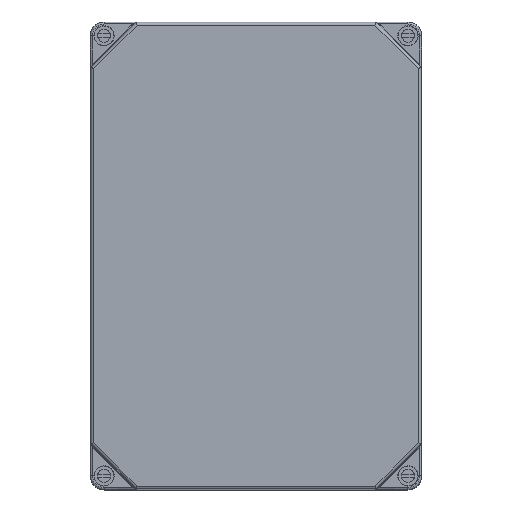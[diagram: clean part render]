
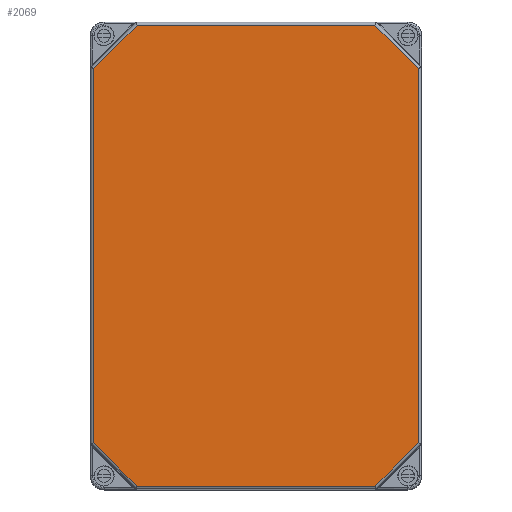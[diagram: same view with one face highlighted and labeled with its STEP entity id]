
A CAD part, top view. The second image highlights one B-rep face of the part: STEP entity #2069.
In plain terms, the highlighted planar face has unit normal (0, 0, 1).
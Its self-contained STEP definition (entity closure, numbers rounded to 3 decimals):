
#2069 = ADVANCED_FACE( '', ( #4483 ), #4484, .T. );
#4483 = FACE_OUTER_BOUND( '', #7096, .T. );
#4484 = PLANE( '', #7097 );
#7096 = EDGE_LOOP( '', ( #12718, #12719, #12720, #12721, #12722, #12723, #12724, #12725 ) );
#7097 = AXIS2_PLACEMENT_3D( '', #12726, #12727, #12728 );
#12718 = ORIENTED_EDGE( '', *, *, #15821, .T. );
#12719 = ORIENTED_EDGE( '', *, *, #15063, .F. );
#12720 = ORIENTED_EDGE( '', *, *, #14647, .T. );
#12721 = ORIENTED_EDGE( '', *, *, #16044, .F. );
#12722 = ORIENTED_EDGE( '', *, *, #16234, .T. );
#12723 = ORIENTED_EDGE( '', *, *, #16270, .T. );
#12724 = ORIENTED_EDGE( '', *, *, #14256, .T. );
#12725 = ORIENTED_EDGE( '', *, *, #16271, .T. );
#12726 = CARTESIAN_POINT( '', ( 0., 0., 92.5 ) );
#12727 = DIRECTION( '', ( 0., 0., 1. ) );
#12728 = DIRECTION( '', ( 1., 0., 0. ) );
#14256 = EDGE_CURVE( '', #16836, #16837, #16838, .T. );
#14647 = EDGE_CURVE( '', #17505, #17506, #17507, .T. );
#15063 = EDGE_CURVE( '', #17505, #18170, #18171, .T. );
#15821 = EDGE_CURVE( '', #19294, #18170, #19295, .T. );
#16044 = EDGE_CURVE( '', #19580, #17506, #19582, .T. );
#16234 = EDGE_CURVE( '', #19580, #19812, #19814, .T. );
#16270 = EDGE_CURVE( '', #19812, #16836, #19855, .T. );
#16271 = EDGE_CURVE( '', #16837, #19294, #19856, .T. );
#16836 = VERTEX_POINT( '', #20528 );
#16837 = VERTEX_POINT( '', #20529 );
#16838 = LINE( '', #20530, #20531 );
#17505 = VERTEX_POINT( '', #21444 );
#17506 = VERTEX_POINT( '', #21445 );
#17507 = LINE( '', #21446, #21447 );
#18170 = VERTEX_POINT( '', #22408 );
#18171 = LINE( '', #22409, #22410 );
#19294 = VERTEX_POINT( '', #23932 );
#19295 = LINE( '', #23933, #23934 );
#19580 = VERTEX_POINT( '', #24311 );
#19582 = LINE( '', #24313, #24314 );
#19812 = VERTEX_POINT( '', #24614 );
#19814 = LINE( '', #24616, #24617 );
#19855 = LINE( '', #24668, #24669 );
#19856 = LINE( '', #24670, #24671 );
#20528 = CARTESIAN_POINT( '', ( -64.546, 125.182, 92.5 ) );
#20529 = CARTESIAN_POINT( '', ( -88.182, 101.546, 92.5 ) );
#20530 = CARTESIAN_POINT( '', ( -58.686, 131.042, 92.5 ) );
#20531 = VECTOR( '', #25242, 1000. );
#21444 = CARTESIAN_POINT( '', ( 64.546, -125.182, 92.5 ) );
#21445 = CARTESIAN_POINT( '', ( 88.182, -101.546, 92.5 ) );
#21446 = CARTESIAN_POINT( '', ( 58.686, -131.042, 92.5 ) );
#21447 = VECTOR( '', #25776, 1000. );
#22408 = CARTESIAN_POINT( '', ( -64.546, -125.182, 92.5 ) );
#22409 = CARTESIAN_POINT( '', ( 100., -125.182, 92.5 ) );
#22410 = VECTOR( '', #26281, 1000. );
#23932 = CARTESIAN_POINT( '', ( -88.182, -101.546, 92.5 ) );
#23933 = CARTESIAN_POINT( '', ( -94.042, -95.686, 92.5 ) );
#23934 = VECTOR( '', #27213, 1000. );
#24311 = CARTESIAN_POINT( '', ( 88.182, 101.546, 92.5 ) );
#24313 = CARTESIAN_POINT( '', ( 88.182, 150., 92.5 ) );
#24314 = VECTOR( '', #27498, 1000. );
#24614 = CARTESIAN_POINT( '', ( 64.546, 125.182, 92.5 ) );
#24616 = CARTESIAN_POINT( '', ( 94.042, 95.686, 92.5 ) );
#24617 = VECTOR( '', #27679, 1000. );
#24668 = CARTESIAN_POINT( '', ( 100., 125.182, 92.5 ) );
#24669 = VECTOR( '', #27708, 1000. );
#24670 = CARTESIAN_POINT( '', ( -88.182, 150., 92.5 ) );
#24671 = VECTOR( '', #27709, 1000. );
#25242 = DIRECTION( '', ( -0.707, -0.707, 0. ) );
#25776 = DIRECTION( '', ( 0.707, 0.707, 0. ) );
#26281 = DIRECTION( '', ( -1., 0., 0. ) );
#27213 = DIRECTION( '', ( 0.707, -0.707, 0. ) );
#27498 = DIRECTION( '', ( 0., -1., 0. ) );
#27679 = DIRECTION( '', ( -0.707, 0.707, 0. ) );
#27708 = DIRECTION( '', ( -1., 0., 0. ) );
#27709 = DIRECTION( '', ( 0., -1., 0. ) );
